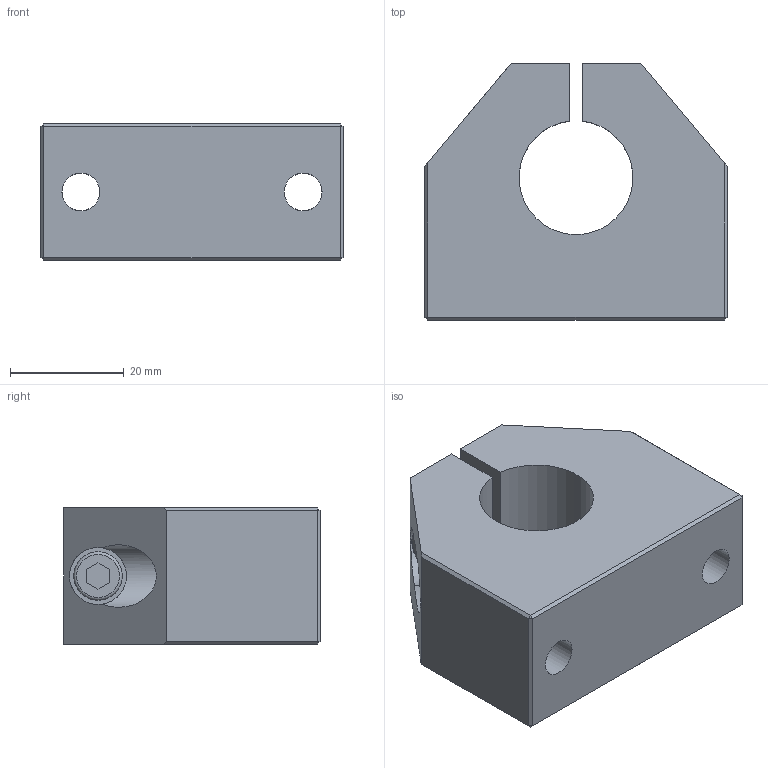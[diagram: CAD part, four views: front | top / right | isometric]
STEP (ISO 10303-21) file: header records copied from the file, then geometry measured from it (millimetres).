
FILE_DESCRIPTION(/* description */ ('Wellenbock für Gehäusseserie CGE'),/* implementation_level */ '2;1');
FILE_NAME(/* name */ '161749-0.step',/* time_stamp */ '2021-08-16T08:52:26+02:00',/* author */ ('Praktikum'),/* organization */ (''),/* preprocessor_version */ 'ST-DEVELOPER v18.1',/* originating_system */ 'Autodesk Inventor 2021',/* authorisation */ '');
FILE_SCHEMA (('AUTOMOTIVE_DESIGN { 1 0 10303 214 3 1 1 }'));
Length unit declared in the file: millimetre
Products named in the file (1): 16-1749-0FZ.001
Bounding box: 53 x 45 x 24 mm (x, y, z)
Volume: 37950.7 mm3; surface area: 11843.2 mm2
Topology: 1 solids, 1 shells, 49 faces, 111 edges, 70 vertices
Faces by surface type: plane 37, cylinder 11, torus 1
Full cylindrical faces by diameter (mm): 4.134 x1, 5.5 x1, 6.6 x2, 6.647 x2, 8.5 x1, 10 x1, 11 x2
Entity records: 1458 total; most frequent: CARTESIAN_POINT 292, DIRECTION 231, ORIENTED_EDGE 222, EDGE_CURVE 111, LINE 81, VECTOR 81, AXIS2_PLACEMENT_3D 75, VERTEX_POINT 70
